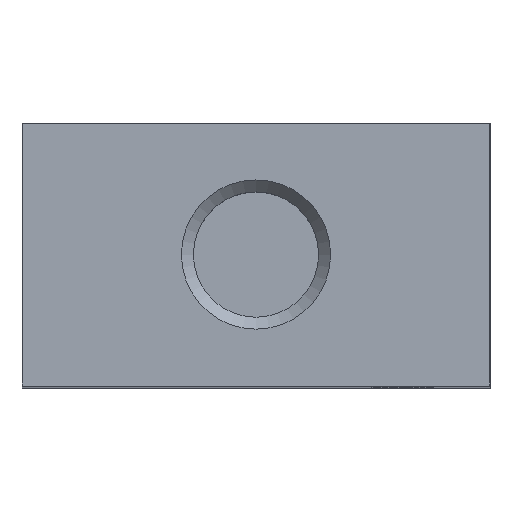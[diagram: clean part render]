
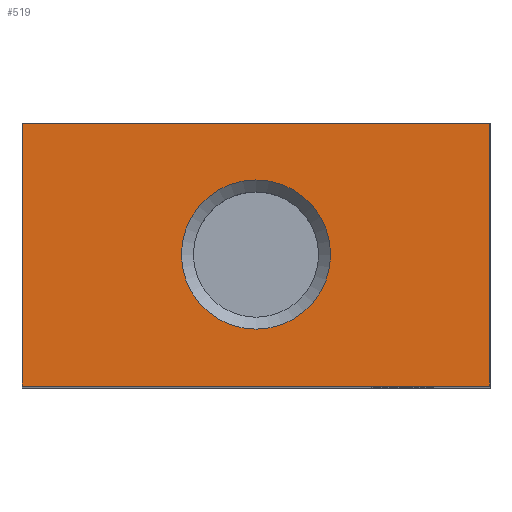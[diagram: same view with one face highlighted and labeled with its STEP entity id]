
A CAD part, top view. The second image highlights one B-rep face of the part: STEP entity #519.
In plain terms, the highlighted planar face has unit normal (0, 0, 1).
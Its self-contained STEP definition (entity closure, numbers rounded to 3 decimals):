
#169=CARTESIAN_POINT('',(5.1,0.,58.));
#170=VERTEX_POINT('',#169);
#171=CARTESIAN_POINT('',(0.,0.,58.));
#172=DIRECTION('',(0.0,0.0,-1.0));
#173=DIRECTION('',(1.0,0.0,0.0));
#174=AXIS2_PLACEMENT_3D('',#171,#172,#173);
#175=CIRCLE('',#174,5.1);
#176=EDGE_CURVE('',#170,#170,#175,.T.);
#386=CARTESIAN_POINT('',(15.99,8.99,58.));
#387=VERTEX_POINT('',#386);
#388=CARTESIAN_POINT('',(15.99,-8.99,58.));
#389=VERTEX_POINT('',#388);
#390=CARTESIAN_POINT('',(15.99,8.99,58.));
#391=DIRECTION('',(0.0,-1.0,0.0));
#392=VECTOR('',#391,17.98);
#393=LINE('',#390,#392);
#394=EDGE_CURVE('',#387,#389,#393,.T.);
#426=CARTESIAN_POINT('',(-15.99,-8.99,58.));
#427=VERTEX_POINT('',#426);
#428=CARTESIAN_POINT('',(15.99,-8.99,58.));
#429=DIRECTION('',(-1.0,0.0,0.0));
#430=VECTOR('',#429,31.98);
#431=LINE('',#428,#430);
#432=EDGE_CURVE('',#389,#427,#431,.T.);
#457=CARTESIAN_POINT('',(-15.99,8.99,58.));
#458=VERTEX_POINT('',#457);
#459=CARTESIAN_POINT('',(-15.99,-8.99,58.));
#460=DIRECTION('',(0.0,1.0,0.0));
#461=VECTOR('',#460,17.98);
#462=LINE('',#459,#461);
#463=EDGE_CURVE('',#427,#458,#462,.T.);
#488=CARTESIAN_POINT('',(-15.99,8.99,58.));
#489=DIRECTION('',(1.0,0.0,0.0));
#490=VECTOR('',#489,31.98);
#491=LINE('',#488,#490);
#492=EDGE_CURVE('',#458,#387,#491,.T.);
#505=CARTESIAN_POINT('',(0.,0.,58.));
#506=DIRECTION('',(0.0,0.0,1.0));
#507=DIRECTION('',(1.0,0.0,0.0));
#508=AXIS2_PLACEMENT_3D('',#505,#506,#507);
#509=PLANE('',#508);
#510=ORIENTED_EDGE('',*,*,#394,.F.);
#511=ORIENTED_EDGE('',*,*,#492,.F.);
#512=ORIENTED_EDGE('',*,*,#463,.F.);
#513=ORIENTED_EDGE('',*,*,#432,.F.);
#514=EDGE_LOOP('',(#510,#511,#512,#513));
#515=FACE_OUTER_BOUND('',#514,.T.);
#516=ORIENTED_EDGE('',*,*,#176,.T.);
#517=EDGE_LOOP('',(#516));
#518=FACE_BOUND('',#517,.T.);
#519=ADVANCED_FACE('',(#515,#518),#509,.T.);
